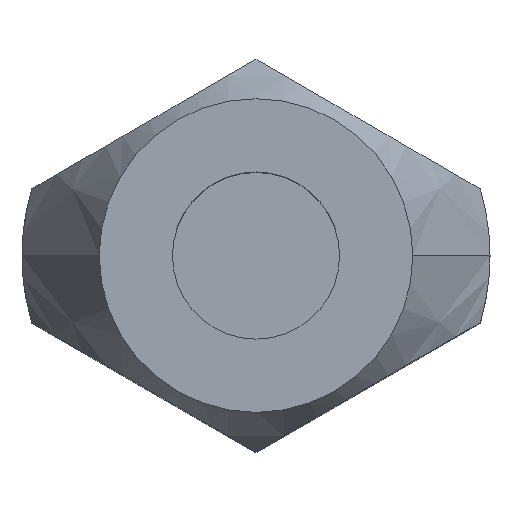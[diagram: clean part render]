
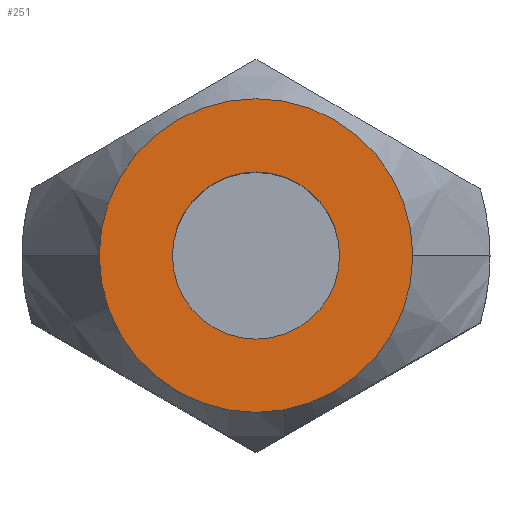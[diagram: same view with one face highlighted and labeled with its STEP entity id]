
A CAD part, top view. The second image highlights one B-rep face of the part: STEP entity #251.
In plain terms, the highlighted planar face has unit normal (0, 0, 1).
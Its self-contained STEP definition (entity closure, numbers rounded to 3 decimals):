
#14 = CARTESIAN_POINT ( 'NONE',  ( 4.691, 0., 13. ) ) ;
#30 = PLANE ( 'NONE',  #123 ) ;
#35 = CIRCLE ( 'NONE', #76, 2.5 ) ;
#36 = EDGE_LOOP ( 'NONE', ( #694, #286 ) ) ;
#38 = CARTESIAN_POINT ( 'NONE',  ( 2.5, 0., 13. ) ) ;
#39 = ORIENTED_EDGE ( 'NONE', *, *, #649, .F. ) ;
#53 = VERTEX_POINT ( 'NONE', #14 ) ;
#76 = AXIS2_PLACEMENT_3D ( 'NONE', #137, #736, #205 ) ;
#92 = DIRECTION ( 'NONE',  ( 0., 0., -1. ) ) ;
#102 = ORIENTED_EDGE ( 'NONE', *, *, #707, .F. ) ;
#116 = VERTEX_POINT ( 'NONE', #309 ) ;
#123 = AXIS2_PLACEMENT_3D ( 'NONE', #616, #92, #669 ) ;
#137 = CARTESIAN_POINT ( 'NONE',  ( 0., 0., 13. ) ) ;
#138 = DIRECTION ( 'NONE',  ( 0., 0., 1. ) ) ;
#141 = FACE_BOUND ( 'NONE', #614, .T. ) ;
#145 = AXIS2_PLACEMENT_3D ( 'NONE', #260, #731, #317 ) ;
#196 = CIRCLE ( 'NONE', #609, 4.691 ) ;
#205 = DIRECTION ( 'NONE',  ( 1., 0., 0. ) ) ;
#250 = CARTESIAN_POINT ( 'NONE',  ( -2.5, 0., 13. ) ) ;
#251 = ADVANCED_FACE ( 'NONE', ( #141, #380 ), #30, .F. ) ;
#260 = CARTESIAN_POINT ( 'NONE',  ( 0., 0., 13. ) ) ;
#262 = EDGE_CURVE ( 'NONE', #116, #53, #196, .T. ) ;
#268 = CARTESIAN_POINT ( 'NONE',  ( 0., 0., 13. ) ) ;
#273 = DIRECTION ( 'NONE',  ( 1., 0., 0. ) ) ;
#286 = ORIENTED_EDGE ( 'NONE', *, *, #654, .T. ) ;
#309 = CARTESIAN_POINT ( 'NONE',  ( -4.691, 0., 13. ) ) ;
#317 = DIRECTION ( 'NONE',  ( 1., 0., 0. ) ) ;
#373 = DIRECTION ( 'NONE',  ( 1., 0., 0. ) ) ;
#375 = CARTESIAN_POINT ( 'NONE',  ( 0., 0., 13. ) ) ;
#380 = FACE_OUTER_BOUND ( 'NONE', #36, .T. ) ;
#381 = DIRECTION ( 'NONE',  ( 0., 0., 1. ) ) ;
#389 = VERTEX_POINT ( 'NONE', #38 ) ;
#436 = AXIS2_PLACEMENT_3D ( 'NONE', #268, #381, #273 ) ;
#515 = VERTEX_POINT ( 'NONE', #250 ) ;
#559 = CIRCLE ( 'NONE', #436, 2.5 ) ;
#609 = AXIS2_PLACEMENT_3D ( 'NONE', #375, #138, #373 ) ;
#614 = EDGE_LOOP ( 'NONE', ( #102, #39 ) ) ;
#616 = CARTESIAN_POINT ( 'NONE',  ( 4.691, 0., 13. ) ) ;
#649 = EDGE_CURVE ( 'NONE', #515, #389, #35, .T. ) ;
#654 = EDGE_CURVE ( 'NONE', #53, #116, #719, .T. ) ;
#669 = DIRECTION ( 'NONE',  ( -1., 0., 0. ) ) ;
#694 = ORIENTED_EDGE ( 'NONE', *, *, #262, .T. ) ;
#707 = EDGE_CURVE ( 'NONE', #389, #515, #559, .T. ) ;
#719 = CIRCLE ( 'NONE', #145, 4.691 ) ;
#731 = DIRECTION ( 'NONE',  ( 0., 0., 1. ) ) ;
#736 = DIRECTION ( 'NONE',  ( 0., 0., 1. ) ) ;
